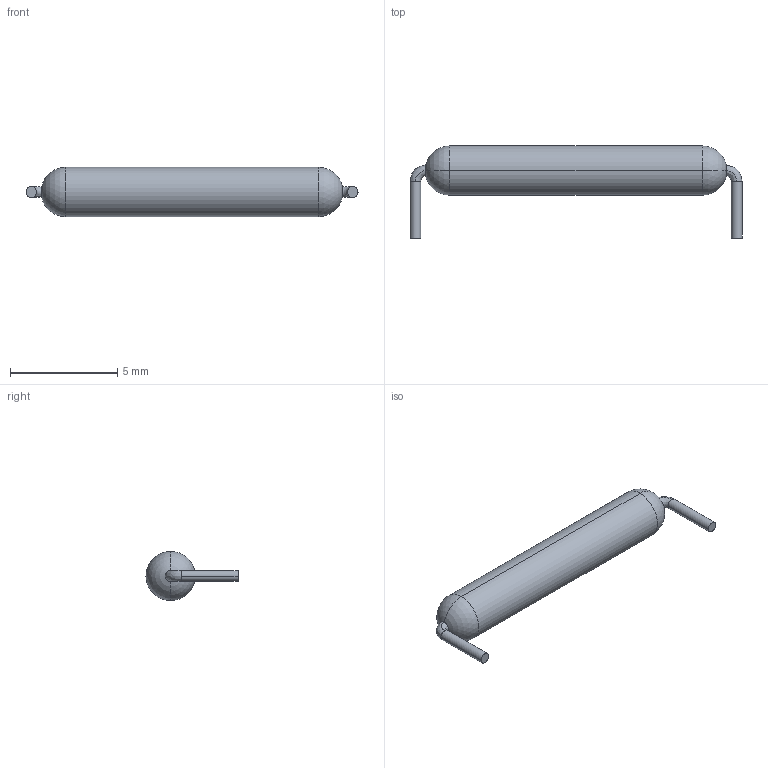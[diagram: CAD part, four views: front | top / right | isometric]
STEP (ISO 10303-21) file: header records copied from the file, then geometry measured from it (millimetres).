
FILE_DESCRIPTION (( 'STEP AP203' ), '1' );
FILE_NAME ('REED_SW_14.5_x_2.STEP', '2024-11-16T17:53:34', ( '' ), ( '' ), 'SwSTEP 2.0', 'SolidWorks 2018', '' );
FILE_SCHEMA (( 'CONFIG_CONTROL_DESIGN' ));
Length unit declared in the file: millimetre
Products named in the file (1): REED_SW_14.5_x_2
Bounding box: 15.5 x 4.3 x 2.3 mm (x, y, z)
Volume: 14.2 mm3; surface area: 262.8 mm2
Topology: 3 solids, 4 shells, 42 faces, 86 edges, 51 vertices
Faces by surface type: plane 16, cylinder 14, sphere 8, bspline 4
Entity records: 1273 total; most frequent: CARTESIAN_POINT 326, DIRECTION 194, ORIENTED_EDGE 170, EDGE_CURVE 85, AXIS2_PLACEMENT_3D 79, VERTEX_POINT 51, ADVANCED_FACE 42, FACE_OUTER_BOUND 42
